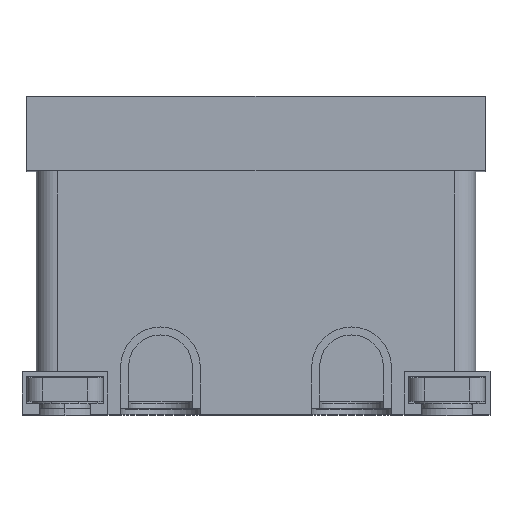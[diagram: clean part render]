
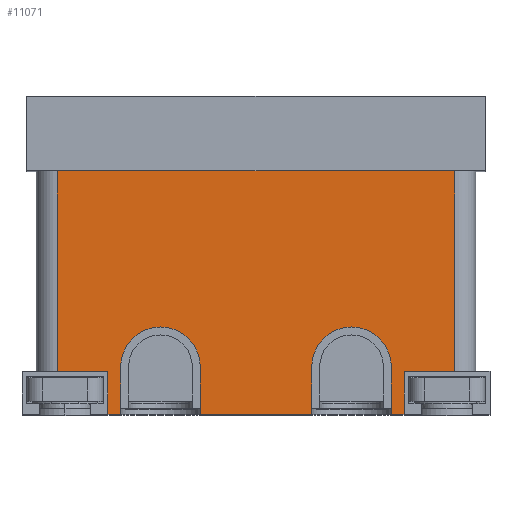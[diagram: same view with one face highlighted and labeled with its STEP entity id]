
A CAD part, top view. The second image highlights one B-rep face of the part: STEP entity #11071.
In plain terms, the highlighted planar face has unit normal (0, 0, 1).
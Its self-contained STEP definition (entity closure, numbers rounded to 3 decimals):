
#2207=DIRECTION('',(0.,1.,0.));
#2208=VECTOR('',#2207,13.5);
#2209=CARTESIAN_POINT('',(46.5,0.,69.));
#2210=LINE('',#2209,#2208);
#2869=DIRECTION('',(1.,0.,0.));
#2870=VECTOR('',#2869,125.);
#2871=CARTESIAN_POINT('',(-62.5,76.5,69.));
#2872=LINE('',#2871,#2870);
#3257=DIRECTION('',(0.,-1.,0.));
#3258=VECTOR('',#3257,63.);
#3259=CARTESIAN_POINT('',(62.5,76.5,69.));
#3260=LINE('',#3259,#3258);
#3272=DIRECTION('',(1.,0.,0.));
#3273=VECTOR('',#3272,35.);
#3274=CARTESIAN_POINT('',(-17.5,0.,69.));
#3275=LINE('',#3274,#3273);
#3279=CARTESIAN_POINT('',(-30.,15.,69.));
#3280=DIRECTION('',(0.,0.,-1.));
#3281=DIRECTION('',(-1.,0.,0.));
#3282=AXIS2_PLACEMENT_3D('',#3279,#3280,#3281);
#3287=DIRECTION('',(1.,0.,0.));
#3288=VECTOR('',#3287,4.);
#3289=CARTESIAN_POINT('',(-46.5,0.,69.));
#3290=LINE('',#3289,#3288);
#3294=DIRECTION('',(1.,0.,0.));
#3295=VECTOR('',#3294,16.);
#3296=CARTESIAN_POINT('',(-62.5,13.5,69.));
#3297=LINE('',#3296,#3295);
#3301=DIRECTION('',(-1.,0.,0.));
#3302=VECTOR('',#3301,16.);
#3303=CARTESIAN_POINT('',(62.5,13.5,69.));
#3304=LINE('',#3303,#3302);
#3308=DIRECTION('',(-1.,0.,0.));
#3309=VECTOR('',#3308,4.);
#3310=CARTESIAN_POINT('',(46.5,0.,69.));
#3311=LINE('',#3310,#3309);
#3315=CARTESIAN_POINT('',(30.,15.,69.));
#3316=DIRECTION('',(0.,0.,1.));
#3317=DIRECTION('',(1.,0.,0.));
#3318=AXIS2_PLACEMENT_3D('',#3315,#3316,#3317);
#3337=DIRECTION('',(0.,1.,0.));
#3338=VECTOR('',#3337,15.);
#3339=CARTESIAN_POINT('',(-17.5,0.,69.));
#3340=LINE('',#3339,#3338);
#3359=DIRECTION('',(0.,-1.,0.));
#3360=VECTOR('',#3359,15.);
#3361=CARTESIAN_POINT('',(-42.5,15.,69.));
#3362=LINE('',#3361,#3360);
#3560=DIRECTION('',(0.,1.,0.));
#3561=VECTOR('',#3560,13.5);
#3562=CARTESIAN_POINT('',(-46.5,0.,69.));
#3563=LINE('',#3562,#3561);
#3755=DIRECTION('',(0.,-1.,0.));
#3756=VECTOR('',#3755,63.);
#3757=CARTESIAN_POINT('',(-62.5,76.5,69.));
#3758=LINE('',#3757,#3756);
#3762=DIRECTION('',(0.,-1.,0.));
#3763=VECTOR('',#3762,15.);
#3764=CARTESIAN_POINT('',(42.5,15.,69.));
#3765=LINE('',#3764,#3763);
#3797=DIRECTION('',(0.,1.,0.));
#3798=VECTOR('',#3797,15.);
#3799=CARTESIAN_POINT('',(17.5,0.,69.));
#3800=LINE('',#3799,#3798);
#7934=CARTESIAN_POINT('',(-42.5,15.,69.));
#7935=CARTESIAN_POINT('',(-17.5,15.,69.));
#7936=VERTEX_POINT('',#7934);
#7937=VERTEX_POINT('',#7935);
#7970=CARTESIAN_POINT('',(42.5,15.,69.));
#7971=CARTESIAN_POINT('',(17.5,15.,69.));
#7972=VERTEX_POINT('',#7970);
#7973=VERTEX_POINT('',#7971);
#8122=CARTESIAN_POINT('',(-62.5,76.5,69.));
#8124=VERTEX_POINT('',#8122);
#8138=CARTESIAN_POINT('',(62.5,76.5,69.));
#8140=VERTEX_POINT('',#8138);
#8526=CARTESIAN_POINT('',(-46.5,0.,69.));
#8528=VERTEX_POINT('',#8526);
#8538=CARTESIAN_POINT('',(-46.5,13.5,69.));
#8539=VERTEX_POINT('',#8538);
#8568=CARTESIAN_POINT('',(46.5,0.,69.));
#8570=VERTEX_POINT('',#8568);
#8580=CARTESIAN_POINT('',(46.5,13.5,69.));
#8581=VERTEX_POINT('',#8580);
#8612=CARTESIAN_POINT('',(-62.5,13.5,69.));
#8613=VERTEX_POINT('',#8612);
#8616=CARTESIAN_POINT('',(62.5,13.5,69.));
#8617=VERTEX_POINT('',#8616);
#9070=CARTESIAN_POINT('',(-17.5,0.,69.));
#9071=VERTEX_POINT('',#9070);
#9072=CARTESIAN_POINT('',(-42.5,0.,69.));
#9073=VERTEX_POINT('',#9072);
#9130=CARTESIAN_POINT('',(17.5,0.,69.));
#9131=VERTEX_POINT('',#9130);
#9132=CARTESIAN_POINT('',(42.5,0.,69.));
#9133=VERTEX_POINT('',#9132);
#11040=CARTESIAN_POINT('',(0.,78.,69.));
#11041=DIRECTION('',(0.,0.,-1.));
#11042=DIRECTION('',(0.,-1.,0.));
#11043=AXIS2_PLACEMENT_3D('',#11040,#11041,#11042);
#11044=PLANE('',#11043);
#11045=ORIENTED_EDGE('',*,*,#9569,.F.);
#11047=ORIENTED_EDGE('',*,*,#11046,.T.);
#11049=ORIENTED_EDGE('',*,*,#11048,.F.);
#11051=ORIENTED_EDGE('',*,*,#11050,.T.);
#11052=ORIENTED_EDGE('',*,*,#9561,.F.);
#11054=ORIENTED_EDGE('',*,*,#11053,.T.);
#11055=ORIENTED_EDGE('',*,*,#9397,.F.);
#11057=ORIENTED_EDGE('',*,*,#11056,.F.);
#11058=ORIENTED_EDGE('',*,*,#10765,.T.);
#11059=ORIENTED_EDGE('',*,*,#11033,.T.);
#11060=ORIENTED_EDGE('',*,*,#10037,.T.);
#11061=ORIENTED_EDGE('',*,*,#10246,.F.);
#11062=ORIENTED_EDGE('',*,*,#9577,.T.);
#11064=ORIENTED_EDGE('',*,*,#11063,.F.);
#11066=ORIENTED_EDGE('',*,*,#11065,.T.);
#11068=ORIENTED_EDGE('',*,*,#11067,.F.);
#11069=EDGE_LOOP('',(#11045,#11047,#11049,#11051,#11052,#11054,#11055,#11057,
#11058,#11059,#11060,#11061,#11062,#11064,#11066,#11068));
#11070=FACE_OUTER_BOUND('',#11069,.F.);
#3283=CIRCLE('',#3282,12.5);
#3319=CIRCLE('',#3318,12.5);
#9397=EDGE_CURVE('',#8613,#8539,#3297,.T.);
#9561=EDGE_CURVE('',#8528,#9073,#3290,.T.);
#9569=EDGE_CURVE('',#9071,#9131,#3275,.T.);
#9577=EDGE_CURVE('',#8570,#9133,#3311,.T.);
#10037=EDGE_CURVE('',#8617,#8581,#3304,.T.);
#10246=EDGE_CURVE('',#8570,#8581,#2210,.T.);
#10765=EDGE_CURVE('',#8124,#8140,#2872,.T.);
#11033=EDGE_CURVE('',#8140,#8617,#3260,.T.);
#11046=EDGE_CURVE('',#9071,#7937,#3340,.T.);
#11048=EDGE_CURVE('',#7936,#7937,#3283,.T.);
#11050=EDGE_CURVE('',#7936,#9073,#3362,.T.);
#11053=EDGE_CURVE('',#8528,#8539,#3563,.T.);
#11056=EDGE_CURVE('',#8124,#8613,#3758,.T.);
#11063=EDGE_CURVE('',#7972,#9133,#3765,.T.);
#11065=EDGE_CURVE('',#7972,#7973,#3319,.T.);
#11067=EDGE_CURVE('',#9131,#7973,#3800,.T.);
#11071=ADVANCED_FACE('',(#11070),#11044,.F.);
